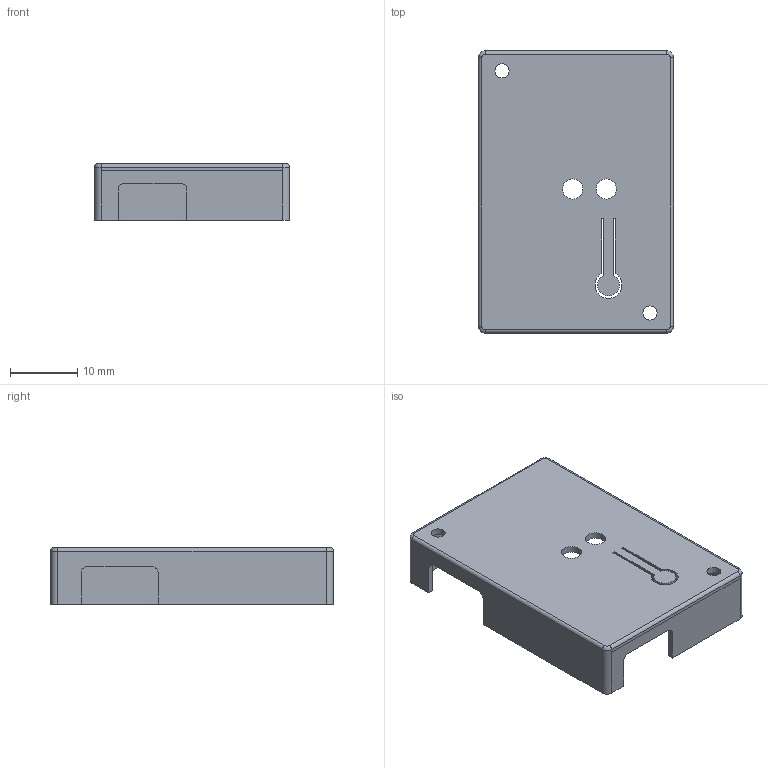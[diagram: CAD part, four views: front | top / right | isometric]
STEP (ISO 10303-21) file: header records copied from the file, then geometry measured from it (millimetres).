
FILE_DESCRIPTION(/* description */ (''),/* implementation_level */ '2;1');
FILE_NAME(/* name */ 'casing_top.step',/* time_stamp */ '2024-11-18T22:25:33+01:00',/* author */ (''),/* organization */ (''),/* preprocessor_version */ 'ST-DEVELOPER v20',/* originating_system */ 'Autodesk Translation Framework v13.20.0.188',/* authorisation */ '');
FILE_SCHEMA (('AUTOMOTIVE_DESIGN { 1 0 10303 214 3 1 1 }'));
Length unit declared in the file: millimetre
Products named in the file (1): Top
Bounding box: 29 x 42 x 8.4 mm (x, y, z)
Volume: 1999.2 mm3; surface area: 4407.7 mm2
Topology: 1 solids, 1 shells, 49 faces, 131 edges, 85 vertices
Faces by surface type: plane 26, cylinder 19, bspline 4
Full cylindrical faces by diameter (mm): 2 x1, 2.1 x2, 3 x2
Entity records: 1600 total; most frequent: CARTESIAN_POINT 298, DIRECTION 265, ORIENTED_EDGE 262, EDGE_CURVE 131, LINE 89, VECTOR 89, AXIS2_PLACEMENT_3D 88, VERTEX_POINT 85
